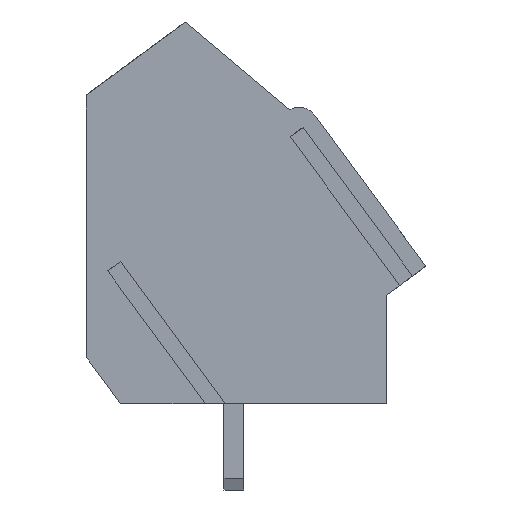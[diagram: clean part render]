
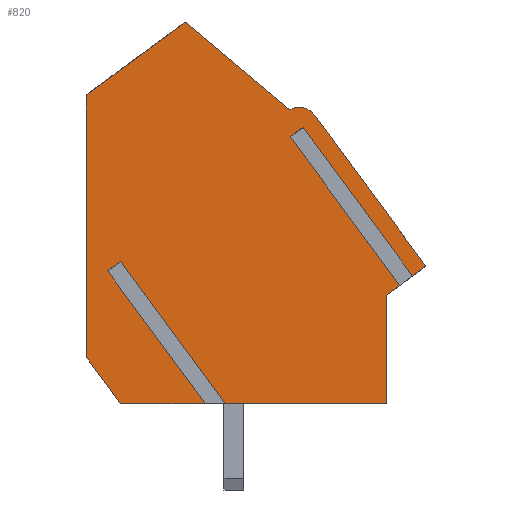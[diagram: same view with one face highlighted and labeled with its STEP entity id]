
A CAD part, left-side view. The second image highlights one B-rep face of the part: STEP entity #820.
In plain terms, the highlighted planar face has unit normal (-1, 0, 0).
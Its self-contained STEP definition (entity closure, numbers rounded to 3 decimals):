
#820=ADVANCED_FACE('',(#4218),#4220,.T.);
#4218=FACE_BOUND('',#4219,.T.);
#4219=EDGE_LOOP('',(#7047,#7048,#7049,#7050,#7051,#7052,#7053,#7054,#7055,#7056,
#7057,#7058,#7059,#7060,#7061,#7062,#7063));
#4220=PLANE('',#4221);
#4221=AXIS2_PLACEMENT_3D('',#4222,#4223,#4224);
#4222=CARTESIAN_POINT('',(-2.5,0.,0.));
#4223=DIRECTION('',(-1.,0.,0.));
#4224=DIRECTION('',(0.,0.,-1.));
#7047=ORIENTED_EDGE('',*,*,#9071,.T.);
#7048=ORIENTED_EDGE('',*,*,#9072,.T.);
#7049=ORIENTED_EDGE('',*,*,#9073,.T.);
#7050=ORIENTED_EDGE('',*,*,#9020,.T.);
#7051=ORIENTED_EDGE('',*,*,#9074,.T.);
#7052=ORIENTED_EDGE('',*,*,#9075,.T.);
#7053=ORIENTED_EDGE('',*,*,#9076,.T.);
#7054=ORIENTED_EDGE('',*,*,#9070,.T.);
#7055=ORIENTED_EDGE('',*,*,#9077,.T.);
#7056=ORIENTED_EDGE('',*,*,#9078,.T.);
#7057=ORIENTED_EDGE('',*,*,#9079,.T.);
#7058=ORIENTED_EDGE('',*,*,#9080,.T.);
#7059=ORIENTED_EDGE('',*,*,#9081,.T.);
#7060=ORIENTED_EDGE('',*,*,#9082,.T.);
#7061=ORIENTED_EDGE('',*,*,#9083,.T.);
#7062=ORIENTED_EDGE('',*,*,#9084,.T.);
#7063=ORIENTED_EDGE('',*,*,#9085,.T.);
#9020=EDGE_CURVE('',#10022,#10020,#10023,.T.);
#9070=EDGE_CURVE('',#10015,#10120,#10122,.T.);
#9071=EDGE_CURVE('',#10123,#10124,#10125,.F.);
#9072=EDGE_CURVE('',#10124,#10126,#10127,.T.);
#9073=EDGE_CURVE('',#10126,#10022,#10128,.T.);
#9074=EDGE_CURVE('',#10020,#10129,#10130,.F.);
#9075=EDGE_CURVE('',#10129,#10131,#10132,.T.);
#9076=EDGE_CURVE('',#10131,#10015,#10133,.F.);
#9077=EDGE_CURVE('',#10120,#10134,#10135,.T.);
#9078=EDGE_CURVE('',#10134,#10136,#10137,.T.);
#9079=EDGE_CURVE('',#10136,#10138,#10139,.T.);
#9080=EDGE_CURVE('',#10138,#10140,#10141,.T.);
#9081=EDGE_CURVE('',#10140,#10142,#10143,.T.);
#9082=EDGE_CURVE('',#10142,#10144,#10145,.T.);
#9083=EDGE_CURVE('',#10144,#10146,#10147,.T.);
#9084=EDGE_CURVE('',#10146,#10148,#10149,.F.);
#9085=EDGE_CURVE('',#10148,#10123,#10150,.T.);
#10015=VERTEX_POINT('',#11664);
#10020=VERTEX_POINT('',#11673);
#10022=VERTEX_POINT('',#11677);
#10023=LINE('',#11678,#11679);
#10120=VERTEX_POINT('',#11873);
#10122=LINE('',#11877,#11878);
#10123=VERTEX_POINT('',#11880);
#10124=VERTEX_POINT('',#11881);
#10125=LINE('',#11882,#11883);
#10126=VERTEX_POINT('',#11885);
#10127=LINE('',#11886,#11887);
#10128=LINE('',#11889,#11890);
#10129=VERTEX_POINT('',#11892);
#10130=LINE('',#11893,#11894);
#10131=VERTEX_POINT('',#11896);
#10132=LINE('',#11897,#11898);
#10133=LINE('',#11900,#11901);
#10134=VERTEX_POINT('',#11903);
#10135=LINE('',#11904,#11905);
#10136=VERTEX_POINT('',#11907);
#10137=CIRCLE('',#11908,0.8);
#10138=VERTEX_POINT('',#11912);
#10139=LINE('',#11913,#11914);
#10140=VERTEX_POINT('',#11916);
#10141=LINE('',#11917,#11918);
#10142=VERTEX_POINT('',#11920);
#10143=LINE('',#11921,#11922);
#10144=VERTEX_POINT('',#11924);
#10145=LINE('',#11925,#11926);
#10146=VERTEX_POINT('',#11928);
#10147=LINE('',#11929,#11930);
#10148=VERTEX_POINT('',#11932);
#10149=LINE('',#11933,#11934);
#10150=LINE('',#11936,#11937);
#11664=CARTESIAN_POINT('',(-2.5,-7.256,5.185));
#11673=CARTESIAN_POINT('',(-2.5,-6.732,4.8));
#11677=CARTESIAN_POINT('',(-2.5,-6.189,4.4));
#11678=CARTESIAN_POINT('',(-2.5,-6.189,4.4));
#11679=VECTOR('',#11680,1.);
#11680=DIRECTION('',(0.,-0.806,0.592));
#11873=CARTESIAN_POINT('',(-2.5,-7.8,5.585));
#11877=CARTESIAN_POINT('',(-2.5,-7.256,5.185));
#11878=VECTOR('',#11879,1.);
#11879=DIRECTION('',(0.,-0.806,0.592));
#11880=CARTESIAN_POINT('',(-2.5,4.599,5.778));
#11881=CARTESIAN_POINT('',(-2.5,0.351,0.));
#11882=CARTESIAN_POINT('',(-2.5,0.351,0.));
#11883=VECTOR('',#11884,1.);
#11884=DIRECTION('',(0.,0.592,0.806));
#11885=CARTESIAN_POINT('',(-2.5,-6.189,0.));
#11886=CARTESIAN_POINT('',(-2.5,0.351,0.));
#11887=VECTOR('',#11888,1.);
#11888=DIRECTION('',(0.,-1.,0.));
#11889=CARTESIAN_POINT('',(-2.5,-6.189,0.));
#11890=VECTOR('',#11891,1.);
#11891=DIRECTION('',(0.,0.,1.));
#11892=CARTESIAN_POINT('',(-2.5,-2.29,10.843));
#11893=CARTESIAN_POINT('',(-2.5,-2.29,10.843));
#11894=VECTOR('',#11895,1.);
#11895=DIRECTION('',(0.,-0.592,-0.806));
#11896=CARTESIAN_POINT('',(-2.5,-2.814,11.228));
#11897=CARTESIAN_POINT('',(-2.5,-2.29,10.843));
#11898=VECTOR('',#11899,1.);
#11899=DIRECTION('',(0.,-0.806,0.592));
#11900=CARTESIAN_POINT('',(-2.5,-7.256,5.185));
#11901=VECTOR('',#11902,1.);
#11902=DIRECTION('',(0.,0.592,0.806));
#11903=CARTESIAN_POINT('',(-2.5,-3.295,11.713));
#11904=CARTESIAN_POINT('',(-2.5,-7.8,5.585));
#11905=VECTOR('',#11906,1.);
#11906=DIRECTION('',(0.,0.592,0.806));
#11907=CARTESIAN_POINT('',(-2.5,-2.261,11.938));
#11908=AXIS2_PLACEMENT_3D('',#11909,#11910,#11911);
#11909=CARTESIAN_POINT('',(-2.5,-2.65,11.239));
#11910=DIRECTION('',(-1.,-0.,-0.));
#11911=DIRECTION('',(0.,-0.806,0.592));
#11912=CARTESIAN_POINT('',(-2.5,1.971,15.5));
#11913=CARTESIAN_POINT('',(-2.5,-2.261,11.938));
#11914=VECTOR('',#11915,1.);
#11915=DIRECTION('',(0.,0.765,0.644));
#11916=CARTESIAN_POINT('',(-2.5,6.,12.538));
#11917=CARTESIAN_POINT('',(-2.5,1.971,15.5));
#11918=VECTOR('',#11919,1.);
#11919=DIRECTION('',(0.,0.806,-0.592));
#11920=CARTESIAN_POINT('',(-2.5,6.,1.902));
#11921=CARTESIAN_POINT('',(-2.5,6.,12.538));
#11922=VECTOR('',#11923,1.);
#11923=DIRECTION('',(0.,0.,-1.));
#11924=CARTESIAN_POINT('',(-2.5,4.602,0.));
#11925=CARTESIAN_POINT('',(-2.5,6.,1.902));
#11926=VECTOR('',#11927,1.);
#11927=DIRECTION('',(0.,-0.592,-0.806));
#11928=CARTESIAN_POINT('',(-2.5,1.158,0.));
#11929=CARTESIAN_POINT('',(-2.5,4.602,0.));
#11930=VECTOR('',#11931,1.);
#11931=DIRECTION('',(0.,-1.,0.));
#11932=CARTESIAN_POINT('',(-2.5,5.122,5.393));
#11933=CARTESIAN_POINT('',(-2.5,5.122,5.393));
#11934=VECTOR('',#11935,1.);
#11935=DIRECTION('',(0.,-0.592,-0.806));
#11936=CARTESIAN_POINT('',(-2.5,5.122,5.393));
#11937=VECTOR('',#11938,1.);
#11938=DIRECTION('',(0.,-0.806,0.592));
